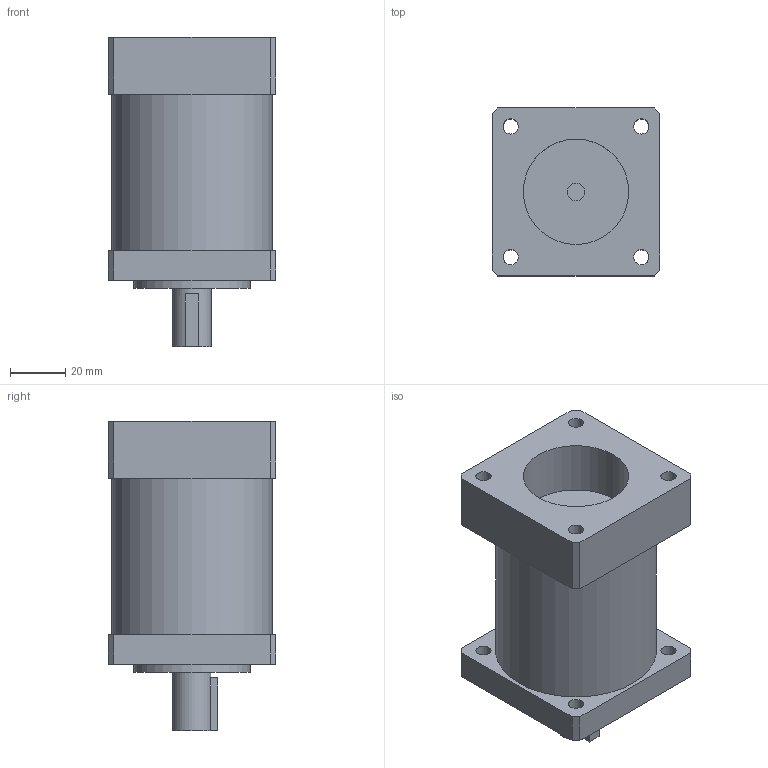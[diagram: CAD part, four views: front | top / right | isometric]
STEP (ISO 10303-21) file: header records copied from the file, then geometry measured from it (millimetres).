
FILE_DESCRIPTION(/* description */ ('STEP AP242','CAx-IF Rec.Pracs.---Representation and Presentation of Product Manufacturing Information (PMI)---4.0---2014-10-13','CAx-IF Rec.Pracs.---3D Tessellated Geometry---0.4---2014-09-14','2;1'),/* implementation_level */ '2;1');
FILE_NAME(/* name */ '6808d43cbc89d944fadadfd1',/* time_stamp */ '2025-04-23T11:51:25Z',/* author */ (''),/* organization */ (''),/* preprocessor_version */ 'ST-DEVELOPER v20',/* originating_system */ 'ONSHAPE BY PTC INC, 1.196',/* authorisation */ ' ');
FILE_SCHEMA (('AP242_MANAGED_MODEL_BASED_3D_ENGINEERING_MIM_LF { 1 0 10303 442 1 1 4 }'));
Length unit declared in the file: metre
Products named in the file (1): Planetary Gearbox NEMA 23 - PX57004 - SKU030
Bounding box: 60.5 x 60.5 x 111.5 mm (x, y, z)
Volume: 243987 mm3; surface area: 33242.5 mm2
Topology: 1 solids, 1 shells, 43 faces, 109 edges, 74 vertices
Faces by surface type: plane 28, cylinder 14, cone 1
Full cylindrical faces by diameter (mm): 4.459 x1, 5.5 x8, 6.35 x1, 14 x1, 38 x1, 42 x1, 58 x1
Entity records: 1224 total; most frequent: DIRECTION 204, CARTESIAN_POINT 199, ORIENTED_EDGE 174, EDGE_CURVE 87, FACE_BOUND 81, EDGE_LOOP 80, AXIS2_PLACEMENT_3D 73, VERTEX_POINT 68
